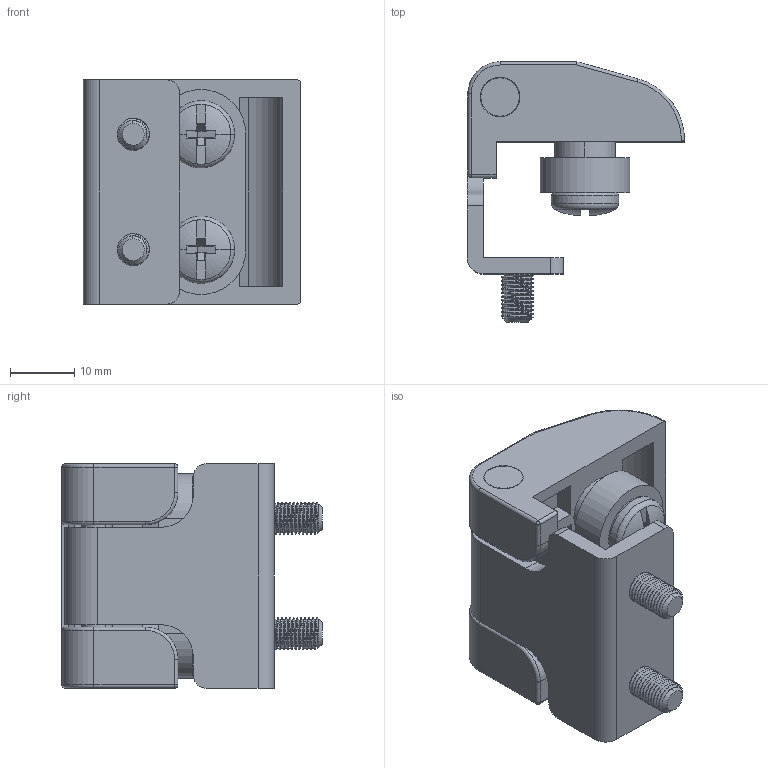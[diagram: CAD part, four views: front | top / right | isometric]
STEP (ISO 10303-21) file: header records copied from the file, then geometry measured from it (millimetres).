
FILE_DESCRIPTION (( 'STEP AP203' ), '1' );
FILE_NAME ('MK02.5.V1.20.STEP', '2022-06-14T08:41:21', ( '' ), ( '' ), 'SwSTEP 2.0', 'SolidWorks 2021', '' );
FILE_SCHEMA (( 'CONFIG_CONTROL_DESIGN' ));
Length unit declared in the file: millimetre
Products named in the file (1): MK02.5.V1.20
Bounding box: 33.9 x 40.6 x 35 mm (x, y, z)
Surface area: 9968.6 mm2 (no closed solid volume)
Topology: 0 solids, 11 shells, 225 faces, 642 edges, 422 vertices
Faces by surface type: cylinder 107, plane 84, torus 20, cone 8, bspline 4, sphere 2
Entity records: 9727 total; most frequent: CARTESIAN_POINT 4126, ORIENTED_EDGE 1174, DIRECTION 1106, EDGE_CURVE 640, VERTEX_POINT 422, AXIS2_PLACEMENT_3D 398, LINE 310, VECTOR 310
